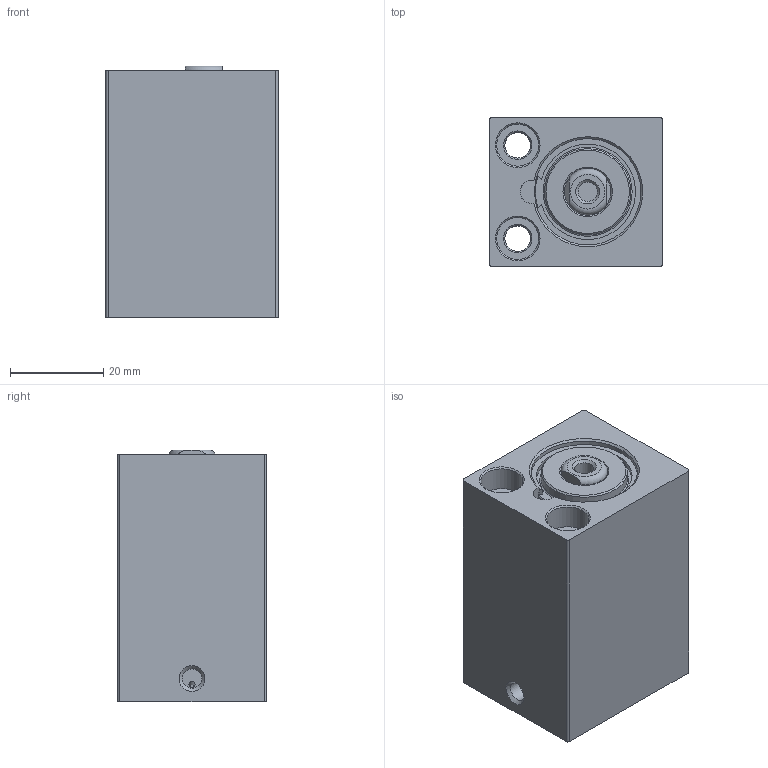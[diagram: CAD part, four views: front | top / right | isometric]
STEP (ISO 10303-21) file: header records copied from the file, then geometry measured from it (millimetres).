
FILE_DESCRIPTION((''),'2;1');
FILE_NAME('RS020.025.GS.F.stp','2014-07-23T14:35:36',('carlo.corazza'),(''),'Autodesk Inventor 2012','Autodesk Inventor 2012','');
FILE_SCHEMA(('AUTOMOTIVE_DESIGN { 1 0 10303 214 1 1 1 1 }'));
Length unit declared in the file: millimetre
Products named in the file (4): RS020..GS.F; CORPO-025; TA; STELO-025
Assembly tree (3 placements, depth 2):
  RS020..GS.F
    CORPO-025
    TA
    STELO-025
Bounding box: 37 x 32 x 54 mm (x, y, z)
Volume: 61361.2 mm3; surface area: 15650.3 mm2
Topology: 3 solids, 3 shells, 76 faces, 168 edges, 106 vertices
Faces by surface type: plane 28, cylinder 24, cone 20, torus 4
Full cylindrical faces by diameter (mm): 1.3 x1, 4.134 x2, 5.5 x2, 9 x4, 10 x2, 18.5 x1, 22.8 x1
Entity records: 2254 total; most frequent: CARTESIAN_POINT 451, DIRECTION 364, ORIENTED_EDGE 262, AXIS2_PLACEMENT_3D 163, EDGE_CURVE 131, EDGE_LOOP 124, VERTEX_POINT 101, CIRCLE 77
